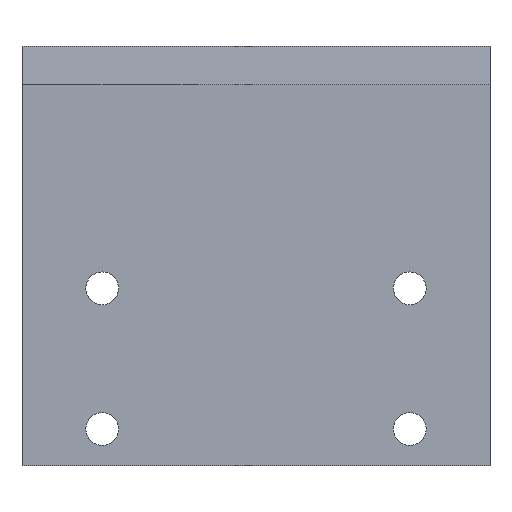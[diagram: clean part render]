
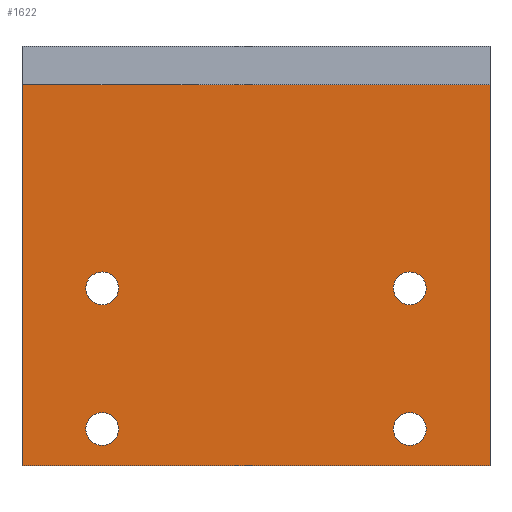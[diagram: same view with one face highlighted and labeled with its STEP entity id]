
A CAD part, front view. The second image highlights one B-rep face of the part: STEP entity #1622.
In plain terms, the highlighted planar face has unit normal (0, -1, 0).
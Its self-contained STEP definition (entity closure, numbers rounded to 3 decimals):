
#85=DIRECTION('',(0.,0.,-1.));
#86=VECTOR('',#85,57.);
#87=CARTESIAN_POINT('',(-35.,0.,20.));
#88=LINE('',#87,#86);
#320=DIRECTION('',(0.,0.,1.));
#321=VECTOR('',#320,57.);
#322=CARTESIAN_POINT('',(35.,0.,-37.));
#323=LINE('',#322,#321);
#366=DIRECTION('',(-1.,0.,0.));
#367=VECTOR('',#366,70.);
#368=CARTESIAN_POINT('',(35.,0.,-37.));
#369=LINE('',#368,#367);
#464=DIRECTION('',(1.,0.,0.));
#465=VECTOR('',#464,70.);
#466=CARTESIAN_POINT('',(-35.,0.,20.));
#467=LINE('',#466,#465);
#468=CARTESIAN_POINT('',(23.,0.,-10.486));
#469=DIRECTION('',(0.,1.,0.));
#470=DIRECTION('',(-1.,0.,0.));
#471=AXIS2_PLACEMENT_3D('',#468,#469,#470);
#473=CARTESIAN_POINT('',(23.,0.,-10.486));
#474=DIRECTION('',(0.,1.,0.));
#475=DIRECTION('',(1.,0.,0.));
#476=AXIS2_PLACEMENT_3D('',#473,#474,#475);
#478=CARTESIAN_POINT('',(-23.,0.,-10.486));
#479=DIRECTION('',(0.,1.,0.));
#480=DIRECTION('',(-1.,0.,0.));
#481=AXIS2_PLACEMENT_3D('',#478,#479,#480);
#483=CARTESIAN_POINT('',(-23.,0.,-10.486));
#484=DIRECTION('',(0.,1.,0.));
#485=DIRECTION('',(1.,0.,0.));
#486=AXIS2_PLACEMENT_3D('',#483,#484,#485);
#488=CARTESIAN_POINT('',(-23.,0.,-31.514));
#489=DIRECTION('',(0.,1.,0.));
#490=DIRECTION('',(-1.,0.,0.));
#491=AXIS2_PLACEMENT_3D('',#488,#489,#490);
#493=CARTESIAN_POINT('',(-23.,0.,-31.514));
#494=DIRECTION('',(0.,1.,0.));
#495=DIRECTION('',(1.,0.,0.));
#496=AXIS2_PLACEMENT_3D('',#493,#494,#495);
#498=CARTESIAN_POINT('',(23.,0.,-31.514));
#499=DIRECTION('',(0.,1.,0.));
#500=DIRECTION('',(-1.,0.,0.));
#501=AXIS2_PLACEMENT_3D('',#498,#499,#500);
#503=CARTESIAN_POINT('',(23.,0.,-31.514));
#504=DIRECTION('',(0.,1.,0.));
#505=DIRECTION('',(1.,0.,0.));
#506=AXIS2_PLACEMENT_3D('',#503,#504,#505);
#761=CARTESIAN_POINT('',(35.,0.,-37.));
#762=CARTESIAN_POINT('',(-35.,0.,-37.));
#763=VERTEX_POINT('',#761);
#764=VERTEX_POINT('',#762);
#769=CARTESIAN_POINT('',(35.,0.,20.));
#770=VERTEX_POINT('',#769);
#777=CARTESIAN_POINT('',(20.55,0.,-10.486));
#778=CARTESIAN_POINT('',(25.45,0.,-10.486));
#779=VERTEX_POINT('',#777);
#780=VERTEX_POINT('',#778);
#781=CARTESIAN_POINT('',(-25.45,0.,-10.486));
#782=CARTESIAN_POINT('',(-20.55,0.,-10.486));
#783=VERTEX_POINT('',#781);
#784=VERTEX_POINT('',#782);
#785=CARTESIAN_POINT('',(-25.45,0.,-31.514));
#786=CARTESIAN_POINT('',(-20.55,0.,-31.514));
#787=VERTEX_POINT('',#785);
#788=VERTEX_POINT('',#786);
#789=CARTESIAN_POINT('',(20.55,0.,-31.514));
#790=CARTESIAN_POINT('',(25.45,0.,-31.514));
#791=VERTEX_POINT('',#789);
#792=VERTEX_POINT('',#790);
#967=CARTESIAN_POINT('',(-35.,0.,20.));
#968=VERTEX_POINT('',#967);
#1588=CARTESIAN_POINT('',(0.,0.,0.));
#1589=DIRECTION('',(0.,-1.,0.));
#1590=DIRECTION('',(1.,0.,0.));
#1591=AXIS2_PLACEMENT_3D('',#1588,#1589,#1590);
#1592=PLANE('',#1591);
#1593=ORIENTED_EDGE('',*,*,#1114,.F.);
#1595=ORIENTED_EDGE('',*,*,#1594,.T.);
#1596=ORIENTED_EDGE('',*,*,#1424,.F.);
#1597=ORIENTED_EDGE('',*,*,#1476,.T.);
#1598=EDGE_LOOP('',(#1593,#1595,#1596,#1597));
#1599=FACE_OUTER_BOUND('',#1598,.F.);
#1601=ORIENTED_EDGE('',*,*,#1600,.F.);
#1603=ORIENTED_EDGE('',*,*,#1602,.F.);
#1604=EDGE_LOOP('',(#1601,#1603));
#1605=FACE_BOUND('',#1604,.F.);
#1607=ORIENTED_EDGE('',*,*,#1606,.F.);
#1609=ORIENTED_EDGE('',*,*,#1608,.F.);
#1610=EDGE_LOOP('',(#1607,#1609));
#1611=FACE_BOUND('',#1610,.F.);
#1612=ORIENTED_EDGE('',*,*,#1568,.F.);
#1613=ORIENTED_EDGE('',*,*,#1582,.F.);
#1614=EDGE_LOOP('',(#1612,#1613));
#1615=FACE_BOUND('',#1614,.F.);
#1617=ORIENTED_EDGE('',*,*,#1616,.F.);
#1619=ORIENTED_EDGE('',*,*,#1618,.F.);
#1620=EDGE_LOOP('',(#1617,#1619));
#1621=FACE_BOUND('',#1620,.F.);
#1622=ADVANCED_FACE('',(#1599,#1605,#1611,#1615,#1621),#1592,.T.);
#472=CIRCLE('',#471,2.45);
#477=CIRCLE('',#476,2.45);
#482=CIRCLE('',#481,2.45);
#487=CIRCLE('',#486,2.45);
#492=CIRCLE('',#491,2.45);
#497=CIRCLE('',#496,2.45);
#502=CIRCLE('',#501,2.45);
#507=CIRCLE('',#506,2.45);
#1114=EDGE_CURVE('',#968,#764,#88,.T.);
#1424=EDGE_CURVE('',#763,#770,#323,.T.);
#1476=EDGE_CURVE('',#763,#764,#369,.T.);
#1568=EDGE_CURVE('',#787,#788,#492,.T.);
#1582=EDGE_CURVE('',#788,#787,#497,.T.);
#1594=EDGE_CURVE('',#968,#770,#467,.T.);
#1600=EDGE_CURVE('',#779,#780,#472,.T.);
#1602=EDGE_CURVE('',#780,#779,#477,.T.);
#1606=EDGE_CURVE('',#783,#784,#482,.T.);
#1608=EDGE_CURVE('',#784,#783,#487,.T.);
#1616=EDGE_CURVE('',#791,#792,#502,.T.);
#1618=EDGE_CURVE('',#792,#791,#507,.T.);
